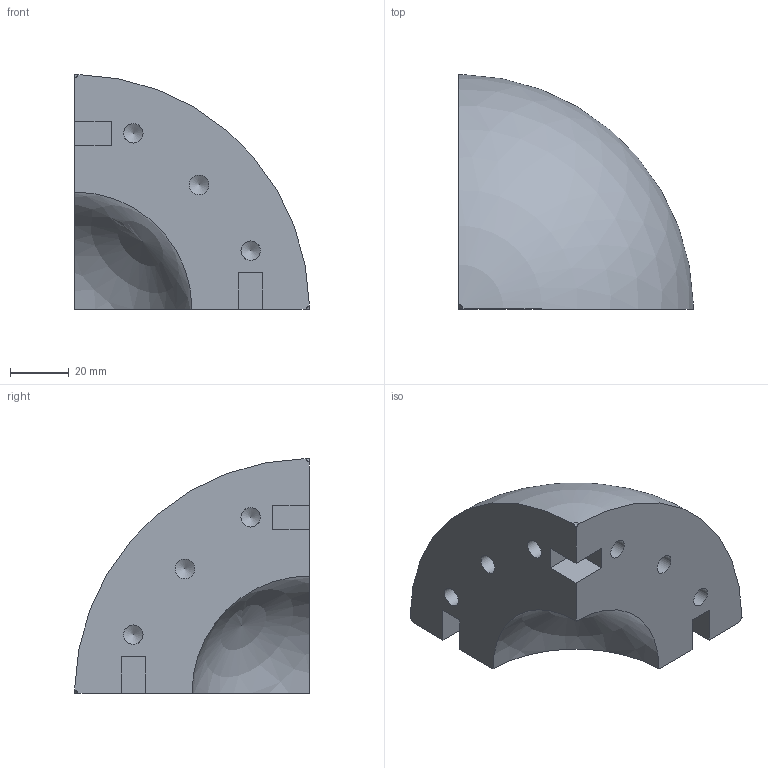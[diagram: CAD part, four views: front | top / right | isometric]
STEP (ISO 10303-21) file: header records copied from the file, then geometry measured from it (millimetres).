
FILE_DESCRIPTION((''),'2;1');
FILE_NAME('SZ5045N_A.stp','2013-08-30T10:23:17',('janine behrens'),(''),'Autodesk Inventor 2012','Autodesk Inventor 2012','');
FILE_SCHEMA(('AUTOMOTIVE_DESIGN { 1 0 10303 214 1 1 1 1 }'));
Length unit declared in the file: millimetre
Products named in the file (1): SZ5045N_A
Bounding box: 79.99 x 79.99 x 79.99 mm (x, y, z)
Volume: 221111.5 mm3; surface area: 30345 mm2
Topology: 1 solids, 1 shells, 44 faces, 128 edges, 76 vertices
Faces by surface type: plane 15, cylinder 15, cone 12, sphere 2
Full cylindrical faces by diameter (mm): 6.647 x15
Entity records: 1181 total; most frequent: DIRECTION 213, CARTESIAN_POINT 189, ORIENTED_EDGE 168, AXIS2_PLACEMENT_3D 84, EDGE_CURVE 84, EDGE_LOOP 68, VERTEX_POINT 60, VECTOR 45
